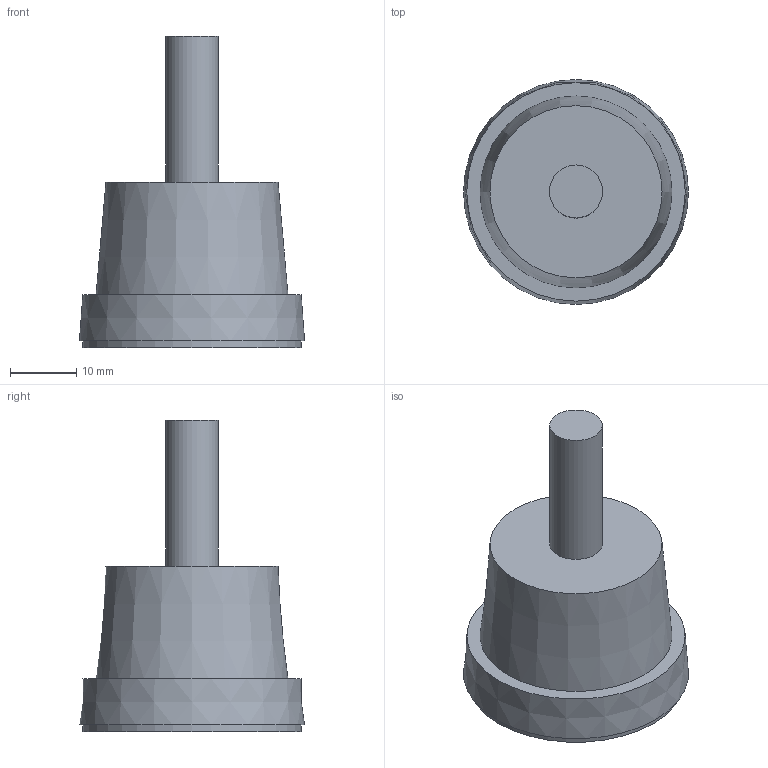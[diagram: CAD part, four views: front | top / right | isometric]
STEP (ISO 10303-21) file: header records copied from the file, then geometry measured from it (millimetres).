
FILE_DESCRIPTION(/* description */ (''),/* implementation_level */ '2;1');
FILE_NAME(/* name */ 'DR_PRM8-2.stp',/* time_stamp */ '2017-09-27T10:36:52+09:00',/* author */ ('user'),/* organization */ (''),/* preprocessor_version */ 'ST-DEVELOPER v15.6',/* originating_system */ 'Autodesk Inventor 2015',/* authorisation */ '');
FILE_SCHEMA (('AUTOMOTIVE_DESIGN { 1 0 10303 214 3 1 1 }'));
Length unit declared in the file: millimetre
Products named in the file (1): DR_PRM8-2
Bounding box: 34 x 34 x 47 mm (x, y, z)
Volume: 17891.4 mm3; surface area: 4825.2 mm2
Topology: 1 solids, 1 shells, 19 faces, 27 edges, 18 vertices
Faces by surface type: plane 10, cylinder 7, cone 2
Full cylindrical faces by diameter (mm): 8 x1, 12 x1, 17 x1, 20 x1, 25 x1, 28.5 x1, 33 x1
Entity records: 398 total; most frequent: DIRECTION 76, CARTESIAN_POINT 56, AXIS2_PLACEMENT_3D 38, EDGE_LOOP 36, ORIENTED_EDGE 36, FACE_OUTER_BOUND 19, ADVANCED_FACE 19, CIRCLE 18
